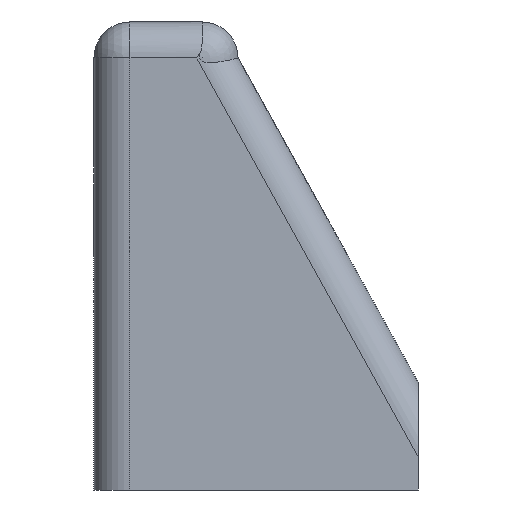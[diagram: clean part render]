
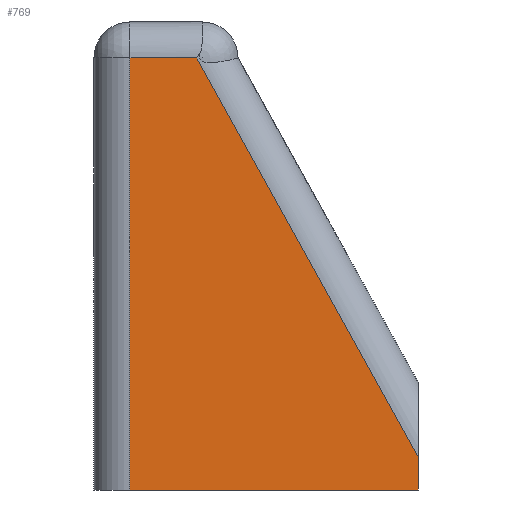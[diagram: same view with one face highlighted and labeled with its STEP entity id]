
A CAD part, left-side view. The second image highlights one B-rep face of the part: STEP entity #769.
In plain terms, the highlighted planar face has unit normal (-1, 0, 0).
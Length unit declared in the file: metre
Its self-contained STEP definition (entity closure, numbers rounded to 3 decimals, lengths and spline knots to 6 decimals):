
#153=ORIENTED_EDGE('',*,*,#313,.T.);
#154=ORIENTED_EDGE('',*,*,#356,.T.);
#155=ORIENTED_EDGE('',*,*,#296,.T.);
#156=ORIENTED_EDGE('',*,*,#357,.F.);
#157=ORIENTED_EDGE('',*,*,#358,.T.);
#296=EDGE_CURVE('',#402,#403,#472,.T.);
#313=EDGE_CURVE('',#420,#419,#483,.F.);
#356=EDGE_CURVE('',#419,#402,#514,.T.);
#357=EDGE_CURVE('',#453,#403,#515,.T.);
#358=EDGE_CURVE('',#453,#420,#516,.T.);
#402=VERTEX_POINT('',#1144);
#403=VERTEX_POINT('',#1145);
#419=VERTEX_POINT('',#1179);
#420=VERTEX_POINT('',#1181);
#453=VERTEX_POINT('',#1269);
#472=LINE('',#1143,#550);
#483=LINE('',#1180,#561);
#514=LINE('',#1267,#592);
#515=LINE('',#1268,#593);
#516=LINE('',#1270,#594);
#550=VECTOR('',#913,1.);
#561=VECTOR('',#940,1.);
#592=VECTOR('',#1017,1.);
#593=VECTOR('',#1018,1.);
#594=VECTOR('',#1019,1.);
#637=EDGE_LOOP('',(#153,#154,#155,#156,#157));
#691=FACE_BOUND('',#637,.T.);
#739=PLANE('',#848);
#769=ADVANCED_FACE('',(#691),#739,.F.);
#848=AXIS2_PLACEMENT_3D('',#1266,#1015,#1016);
#913=DIRECTION('',(0.,-1.,0.));
#940=DIRECTION('',(0.,-1.,0.));
#1015=DIRECTION('',(1.,0.,0.));
#1016=DIRECTION('',(0.,0.,-1.));
#1017=DIRECTION('',(0.,0.,-1.));
#1018=DIRECTION('',(0.,0.,-1.));
#1019=DIRECTION('',(0.,0.486,0.874));
#1143=CARTESIAN_POINT('',(-0.0748,0.000695,0.002));
#1144=CARTESIAN_POINT('',(-0.0748,0.006695,0.002));
#1145=CARTESIAN_POINT('',(-0.0748,-0.009305,0.002));
#1179=CARTESIAN_POINT('',(-0.0748,0.006695,0.026));
#1180=CARTESIAN_POINT('',(-0.0748,0.010695,0.026));
#1181=CARTESIAN_POINT('',(-0.0748,0.002983,0.026));
#1266=CARTESIAN_POINT('',(-0.0748,0.000695,0.008));
#1267=CARTESIAN_POINT('',(-0.0748,0.006695,0.002));
#1268=CARTESIAN_POINT('',(-0.0748,-0.009305,0.008));
#1269=CARTESIAN_POINT('',(-0.0748,-0.009305,0.003882));
#1270=CARTESIAN_POINT('',(-0.0748,0.002444,0.025029));
